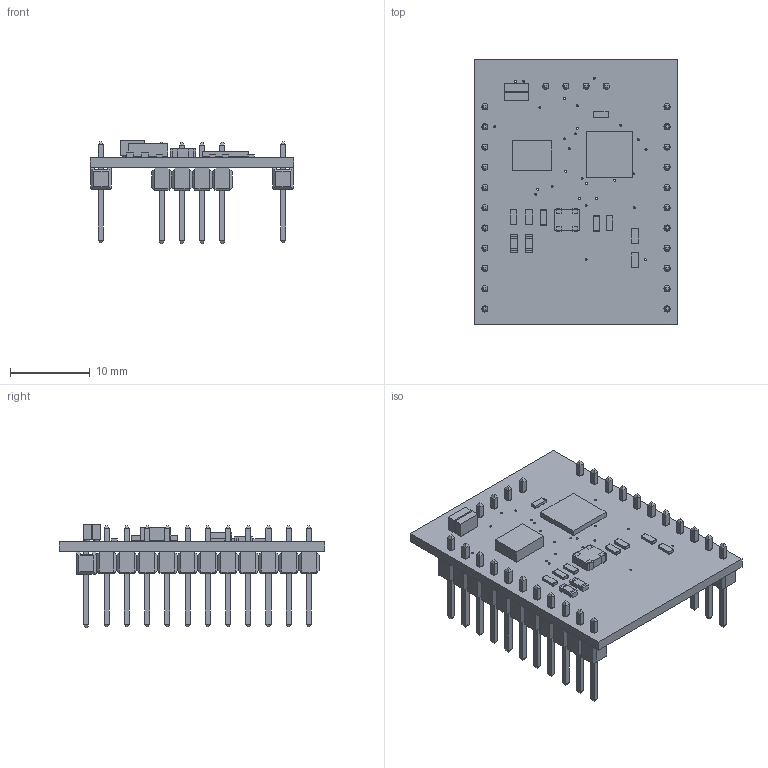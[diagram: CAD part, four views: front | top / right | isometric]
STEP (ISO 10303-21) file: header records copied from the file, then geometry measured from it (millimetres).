
FILE_DESCRIPTION(('PCB Model'),'2;1');
FILE_NAME( 'ESP201_PCB_2.STEP', '2016-02-21T20:39:35',('Pedro'),('Unspecified'), 'Open CASCADE STEP processor 6.8','Proteus','Unknown');
FILE_SCHEMA(('CONFIG_CONTROL_DESIGN','SHAPE_APPEARANCE_LAYER_MIM'));
Length unit declared in the file: millimetre
Products named in the file (135): Open CASCADE STEP translator 6.8 2; Layer_1; U3; Open CASCADE STEP translator 6.8 2.2.1; Body_1; Pin_1; Pin_2; Pin_3; Pin_4; Pin_5; Pin_6; Pin_7; Pin_8; Pin_9; Pin_10; Pin_11; Pin_12; Pin_13; Pin_14; Pin_15; Pin_16; Pin_17; Pin_18; Pin_19; Pin_20; Pin_21; Pin_22; Pin_23; Pin_24; Pin_25; Pin_26; Pin_27; Pin_28; Pin_29; Pin_30; Pin_31; Pin_32; Pin_33; U1; Open CASCADE STEP translator 6.8 2.3.1 ...
Assembly tree (143 placements, depth 6):
  Open CASCADE STEP translator 6.8 2
    Layer_1
    U3
      Open CASCADE STEP translator 6.8 2.2.1
        Body_1
        Pin_1
        Pin_2
        Pin_3
        Pin_4
        Pin_5
        Pin_6
        Pin_7
        Pin_8
        Pin_9
        Pin_10
        Pin_11
        Pin_12
        Pin_13
        Pin_14
        Pin_15
        Pin_16
        Pin_17
        Pin_18
        Pin_19
        Pin_20
        Pin_21
        Pin_22
        Pin_23
        Pin_24
        Pin_25
        Pin_26
        Pin_27
        Pin_28
        Pin_29
        Pin_30
        Pin_31
        Pin_32
        Pin_33
    U1
      Open CASCADE STEP translator 6.8 2.3.1
        Body_1
    C3
      Open CASCADE STEP translator 6.8 2.4.1
        Body_1
        Pin_1
        Pin_2
    C1
      Open CASCADE STEP translator 6.8 2.4.1
        Body_1
        Pin_1
        Pin_2
    C4
      Open CASCADE STEP translator 6.8 2.4.1
        Body_1
        Pin_1
        Pin_2
    D1
      Open CASCADE STEP translator 6.8 2.7.1
        Body_1
        Pin_1
Bounding box: 25.55 x 33.37 x 12.96 mm (x, y, z)
Volume: 1261 mm3; surface area: 4051.3 mm2
Topology: 105 solids, 131 shells, 1672 faces, 4181 edges, 2731 vertices
Faces by surface type: plane 1384, cylinder 172, bspline 104, sphere 12
Entity records: 36866 total; most frequent: CARTESIAN_POINT 8492, ORIENTED_EDGE 4936, DIRECTION 3544, EDGE_CURVE 2520, VERTEX_POINT 1640, B_SPLINE_CURVE_WITH_KNOTS 1489, AXIS2_PLACEMENT_3D 1393, FACE_BOUND 1176
